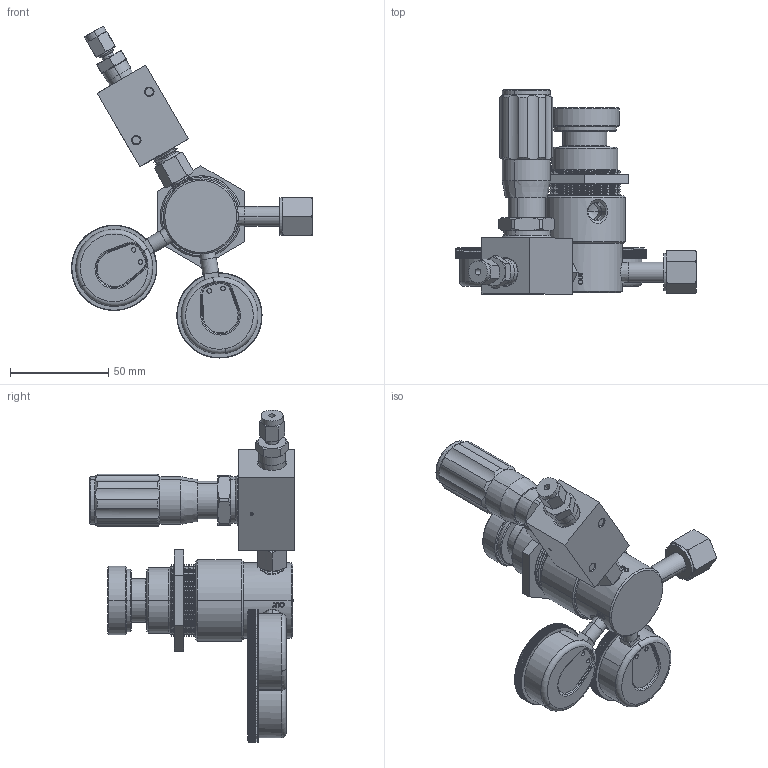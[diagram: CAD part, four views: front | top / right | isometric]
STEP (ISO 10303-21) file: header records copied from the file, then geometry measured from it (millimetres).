
FILE_DESCRIPTION((''),'2;1');
FILE_NAME('M3010-180_ASM','2019-07-23T14:19:26',('Dlachman'),('MATHESON TRI-GAS'),'CREO PARAMETRIC BY PTC INC, 2018260','CREO PARAMETRIC BY PTC INC, 2018260','');
FILE_SCHEMA(('CONFIG_CONTROL_DESIGN'));
Length unit declared in the file: inch
Products named in the file (11): MREG-5894-MA; MNIP-0061-SA; MGAG-0155-BO_BODY; MGAG-0155-BO_NEEDLE; MGAG-0155-BO_PART2; MGAG-0559-SA_ASM; MGAG-0895-SA_ASM; MCNN-0604-MA; MVLV-1996-SA; MCON-0099-SA; M3010-180_ASM
Assembly tree (13 placements, depth 3):
  M3010-180_ASM
    MREG-5894-MA
    MNIP-0061-SA
    MGAG-0559-SA_ASM
      MGAG-0155-BO_BODY
      MGAG-0155-BO_NEEDLE
      MGAG-0155-BO_PART2
    MGAG-0895-SA_ASM
      MGAG-0155-BO_BODY
      MGAG-0155-BO_NEEDLE
      MGAG-0155-BO_PART2
    MCNN-0604-MA
    MVLV-1996-SA
    MCON-0099-SA
Bounding box: 122.23 x 103.65 x 168.58 mm (x, y, z)
Volume: 194787.4 mm3; surface area: 62036.5 mm2
Topology: 13 solids, 13 shells, 3218 faces, 9586 edges, 6471 vertices
Faces by surface type: cylinder 2424, cone 372, plane 324, torus 64, bspline 34
Entity records: 77239 total; most frequent: CARTESIAN_POINT 19352, DIRECTION 12621, ORIENTED_EDGE 12346, EDGE_CURVE 6173, AXIS2_PLACEMENT_3D 4971, VERTEX_POINT 4204, CIRCLE 2908, VECTOR 2679
